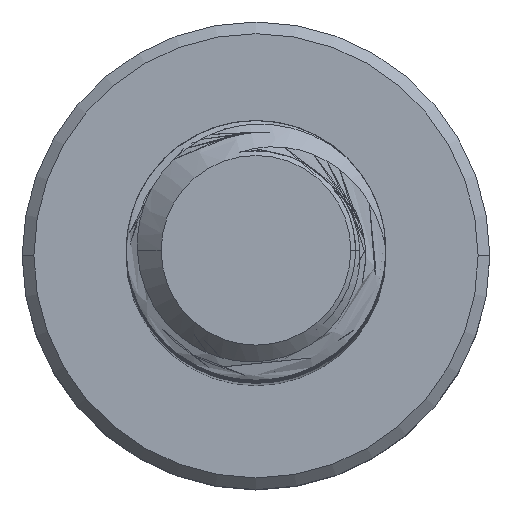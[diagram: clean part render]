
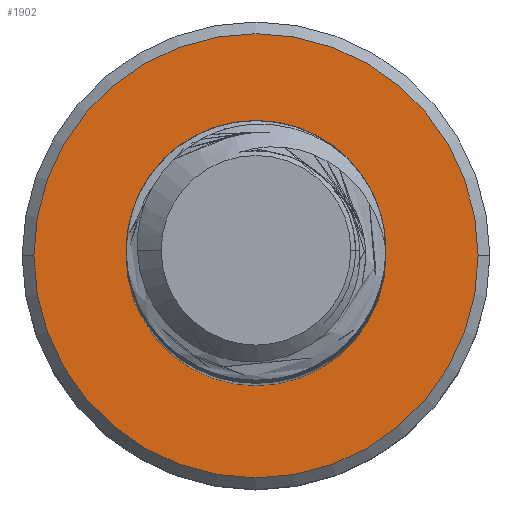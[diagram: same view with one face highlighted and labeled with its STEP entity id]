
A CAD part, top view. The second image highlights one B-rep face of the part: STEP entity #1902.
In plain terms, the highlighted face is planar.
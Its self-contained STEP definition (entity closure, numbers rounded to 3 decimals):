
#20=FACE_BOUND('',#475,.T.);
#29=PLANE('',#2043);
#366=FACE_OUTER_BOUND('',#474,.T.);
#474=EDGE_LOOP('',(#1764,#1765));
#475=EDGE_LOOP('',(#1766,#1767));
#699=CIRCLE('',#1931,1.25);
#700=CIRCLE('',#1969,1.25);
#702=CIRCLE('',#2008,2.138);
#716=CIRCLE('',#2042,2.138);
#735=VERTEX_POINT('',#2525);
#736=VERTEX_POINT('',#2526);
#883=VERTEX_POINT('',#4139);
#884=VERTEX_POINT('',#4140);
#925=EDGE_CURVE('',#735,#736,#699,.T.);
#1073=EDGE_CURVE('',#736,#735,#700,.T.);
#1149=EDGE_CURVE('',#883,#884,#702,.T.);
#1197=EDGE_CURVE('',#884,#883,#716,.T.);
#1764=ORIENTED_EDGE('',*,*,#1197,.T.);
#1765=ORIENTED_EDGE('',*,*,#1149,.T.);
#1766=ORIENTED_EDGE('',*,*,#925,.F.);
#1767=ORIENTED_EDGE('',*,*,#1073,.F.);
#1902=ADVANCED_FACE('',(#366,#20),#29,.T.);
#1931=AXIS2_PLACEMENT_3D('',#2527,#2079,#2080);
#1969=AXIS2_PLACEMENT_3D('',#3435,#2229,#2230);
#2008=AXIS2_PLACEMENT_3D('',#4141,#2307,#2308);
#2042=AXIS2_PLACEMENT_3D('',#8158,#2394,#2395);
#2043=AXIS2_PLACEMENT_3D('',#8159,#2396,#2397);
#2079=DIRECTION('center_axis',(0.,0.,-1.));
#2080=DIRECTION('ref_axis',(-1.,0.,0.));
#2229=DIRECTION('center_axis',(0.,0.,-1.));
#2230=DIRECTION('ref_axis',(-1.,0.,0.));
#2307=DIRECTION('center_axis',(0.,0.,-1.));
#2308=DIRECTION('ref_axis',(-1.,0.,0.));
#2394=DIRECTION('center_axis',(0.,0.,-1.));
#2395=DIRECTION('ref_axis',(-1.,0.,0.));
#2396=DIRECTION('center_axis',(0.,0.,-1.));
#2397=DIRECTION('ref_axis',(-1.,0.,0.));
#2525=CARTESIAN_POINT('',(-1.25,0.,13.75));
#2526=CARTESIAN_POINT('',(1.25,0.,13.75));
#2527=CARTESIAN_POINT('Origin',(0.,0.,13.75));
#3435=CARTESIAN_POINT('Origin',(0.,0.,13.75));
#4139=CARTESIAN_POINT('',(-2.138,0.,13.75));
#4140=CARTESIAN_POINT('',(2.138,0.,13.75));
#4141=CARTESIAN_POINT('Origin',(0.,0.,13.75));
#8158=CARTESIAN_POINT('Origin',(0.,0.,13.75));
#8159=CARTESIAN_POINT('Origin',(-2.138,0.,13.75));
